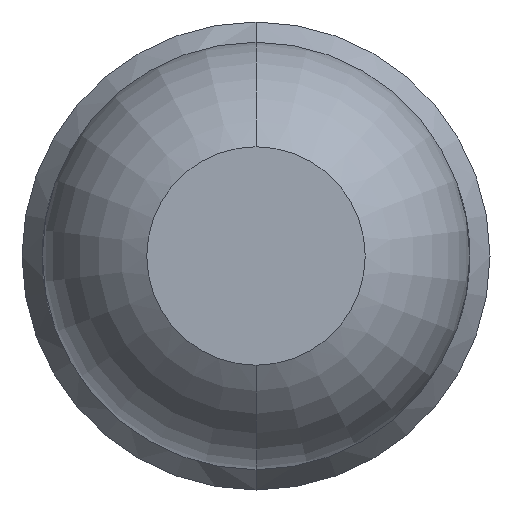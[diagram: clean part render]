
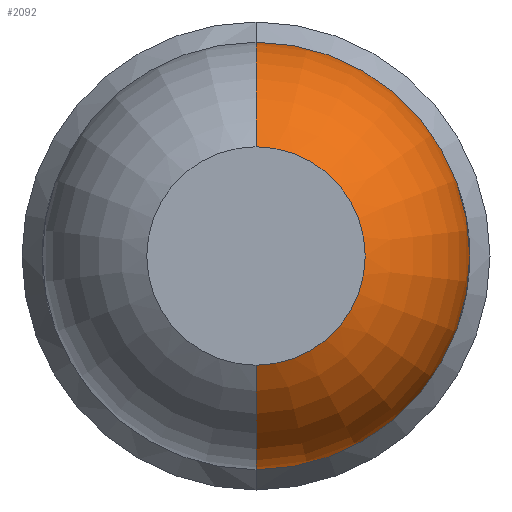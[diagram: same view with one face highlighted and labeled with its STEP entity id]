
A CAD part, front view. The second image highlights one B-rep face of the part: STEP entity #2092.
In plain terms, the highlighted toroidal (fillet/blend) face has major radius 0.035 mm and minor radius 0.65 mm.
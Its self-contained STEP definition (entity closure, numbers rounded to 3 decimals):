
#131 = CARTESIAN_POINT ( 'NONE',  ( 0., -24.431, 0.035 ) ) ;
#187 = CIRCLE ( 'NONE', #2677, 0.65 ) ;
#397 = CIRCLE ( 'NONE', #1607, 0.685 ) ;
#476 = CARTESIAN_POINT ( 'NONE',  ( 0., -25., 0. ) ) ;
#752 = CIRCLE ( 'NONE', #3148, 0.65 ) ;
#817 = DIRECTION ( 'NONE',  ( 0., 0., -1. ) ) ;
#867 = CARTESIAN_POINT ( 'NONE',  ( 0., -24.431, 0.685 ) ) ;
#1170 = DIRECTION ( 'NONE',  ( 0., -1., 0. ) ) ;
#1279 = VERTEX_POINT ( 'NONE', #1292 ) ;
#1292 = CARTESIAN_POINT ( 'NONE',  ( 0., -25., 0.35 ) ) ;
#1545 = DIRECTION ( 'NONE',  ( 0., 0., -1. ) ) ;
#1607 = AXIS2_PLACEMENT_3D ( 'NONE', #1680, #2718, #2379 ) ;
#1674 = ORIENTED_EDGE ( 'NONE', *, *, #4405, .F. ) ;
#1680 = CARTESIAN_POINT ( 'NONE',  ( 0., -24.431, 0. ) ) ;
#1691 = AXIS2_PLACEMENT_3D ( 'NONE', #4048, #1170, #1545 ) ;
#1854 = EDGE_CURVE ( 'Defeature ausgef�hrt1_4+Defeature ausgef�hrt1_5+Defeature ausgef�hrt1_5+Defeature ausgef�hrt1_5', #2241, #4272, #397, .T. ) ;
#2017 = DIRECTION ( 'NONE',  ( -1., 0., 0. ) ) ;
#2092 = ADVANCED_FACE ( 'Defeature ausgef�hrt1_4', ( #3400 ), #2451, .T. ) ;
#2241 = VERTEX_POINT ( 'NONE', #3800 ) ;
#2343 = CARTESIAN_POINT ( 'NONE',  ( 0., -24.431, -0.035 ) ) ;
#2362 = EDGE_LOOP ( 'NONE', ( #3905, #3307, #4169, #1674 ) ) ;
#2379 = DIRECTION ( 'NONE',  ( 0., 0., -1. ) ) ;
#2451 = TOROIDAL_SURFACE ( 'NONE', #1691, 0.035, 0.65 ) ;
#2572 = CARTESIAN_POINT ( 'NONE',  ( 0., -25., -0.35 ) ) ;
#2677 = AXIS2_PLACEMENT_3D ( 'NONE', #131, #2990, #4038 ) ;
#2718 = DIRECTION ( 'NONE',  ( 0., -1., 0. ) ) ;
#2778 = CIRCLE ( 'NONE', #3815, 0.35 ) ;
#2823 = EDGE_CURVE ( 'Defeature ausgef�hrt1_15+Defeature ausgef�hrt1_4+Defeature ausgef�hrt1_4+Defeature ausgef�hrt1_4', #2853, #1279, #2778, .T. ) ;
#2853 = VERTEX_POINT ( 'NONE', #2572 ) ;
#2990 = DIRECTION ( 'NONE',  ( 1., 0., 0. ) ) ;
#3148 = AXIS2_PLACEMENT_3D ( 'NONE', #2343, #2017, #4486 ) ;
#3307 = ORIENTED_EDGE ( 'NONE', *, *, #3322, .T. ) ;
#3322 = EDGE_CURVE ( 'NONE', #4272, #1279, #187, .T. ) ;
#3400 = FACE_OUTER_BOUND ( 'NONE', #2362, .T. ) ;
#3800 = CARTESIAN_POINT ( 'NONE',  ( 0., -24.431, -0.685 ) ) ;
#3815 = AXIS2_PLACEMENT_3D ( 'NONE', #476, #4042, #817 ) ;
#3905 = ORIENTED_EDGE ( 'NONE', *, *, #1854, .T. ) ;
#4038 = DIRECTION ( 'NONE',  ( 0., 0., -1. ) ) ;
#4042 = DIRECTION ( 'NONE',  ( 0., -1., 0. ) ) ;
#4048 = CARTESIAN_POINT ( 'NONE',  ( 0., -24.431, 0. ) ) ;
#4169 = ORIENTED_EDGE ( 'NONE', *, *, #2823, .F. ) ;
#4272 = VERTEX_POINT ( 'NONE', #867 ) ;
#4405 = EDGE_CURVE ( 'NONE', #2241, #2853, #752, .T. ) ;
#4486 = DIRECTION ( 'NONE',  ( 0., 0., 1. ) ) ;
